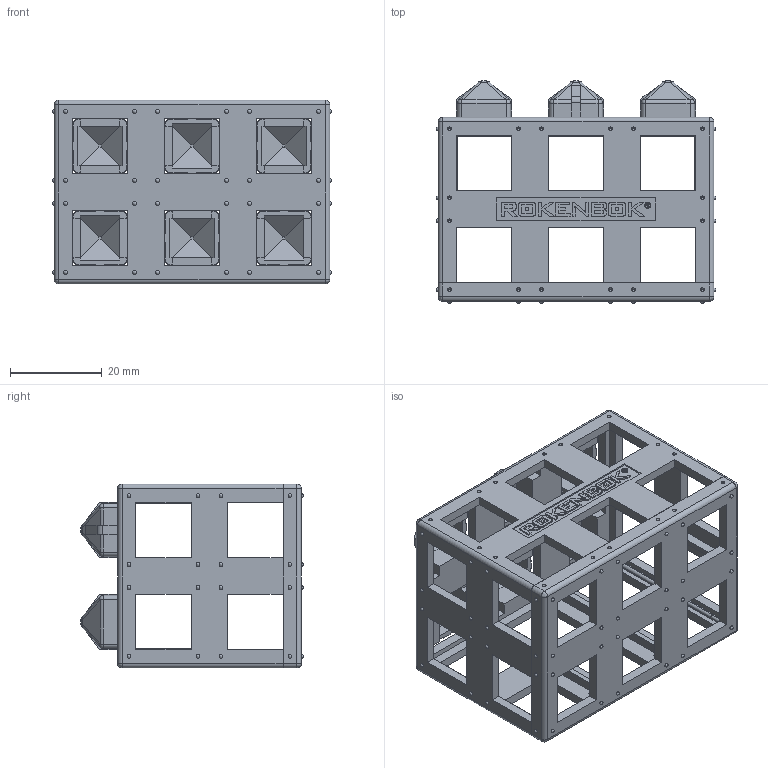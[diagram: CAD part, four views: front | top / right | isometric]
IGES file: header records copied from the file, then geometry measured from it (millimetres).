
Start section: SolidWorks IGES file using analytic representation for surfaces
Global section: file name: 20-00300a.IGS; native system: SolidWorks 2012; preprocessor: SolidWorks 2012; author: Administrator; date: 140413.195329; units: millimetre
Bounding box: 60.79 x 48.4 x 40 mm (x, y, z)
Surface area: 22312.5 mm2 (no closed solid volume)
Topology: 0 solids, 0 shells, 1223 faces, 9640 edges, 9368 vertices
Faces by surface type: bspline 887, revolution 336
